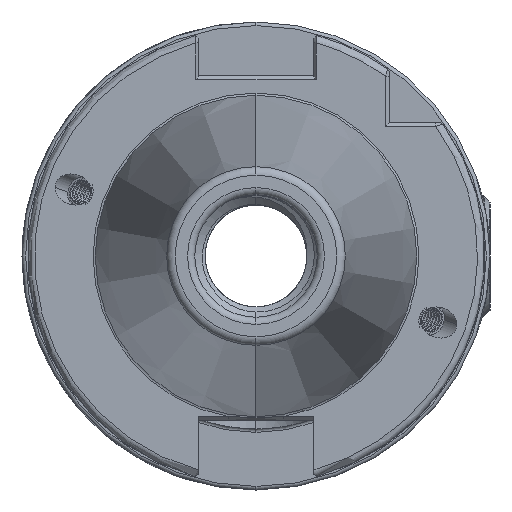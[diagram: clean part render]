
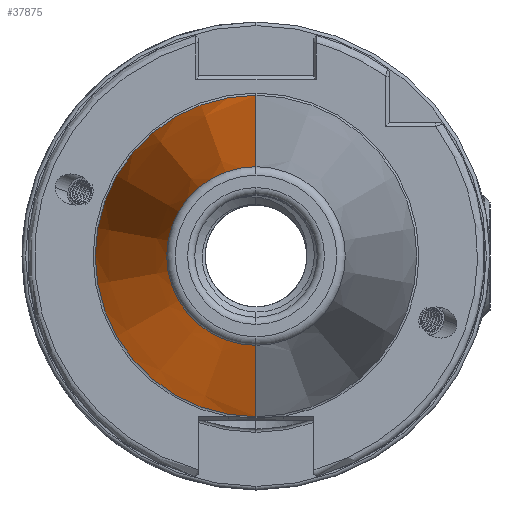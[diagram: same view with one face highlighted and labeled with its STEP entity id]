
A CAD part, left-side view. The second image highlights one B-rep face of the part: STEP entity #37875.
In plain terms, the highlighted conical face has half-angle 8.297 degrees and reference radius 22.692 mm.
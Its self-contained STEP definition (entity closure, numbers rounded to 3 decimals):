
#54 = VERTEX_POINT ( 'NONE', #34075 ) ;
#1298 = VERTEX_POINT ( 'NONE', #6561 ) ;
#3798 = EDGE_CURVE ( 'NONE', #38171, #38226, #16383, .T. ) ;
#4598 = AXIS2_PLACEMENT_3D ( 'NONE', #4971, #4961, #4973 ) ;
#4769 = AXIS2_PLACEMENT_3D ( 'NONE', #19119, #19089, #19108 ) ;
#4797 = AXIS2_PLACEMENT_3D ( 'NONE', #21656, #21679, #21646 ) ;
#4961 = DIRECTION ( 'NONE',  ( 1., 0., 0. ) ) ;
#4971 = CARTESIAN_POINT ( 'NONE',  ( -70.573, 0., 0. ) ) ;
#4973 = DIRECTION ( 'NONE',  ( 0., 0., 1. ) ) ;
#6561 = CARTESIAN_POINT ( 'NONE',  ( -2.5, 0., 22.327 ) ) ;
#12443 = FACE_OUTER_BOUND ( 'NONE', #38299, .T. ) ;
#12515 = CONICAL_SURFACE ( 'NONE', #4797, 22.692, 0.145 ) ;
#13211 = VECTOR ( 'NONE', #16628, 1000. ) ;
#13214 = LINE ( 'NONE', #16670, #13221 ) ;
#13219 = LINE ( 'NONE', #16665, #13211 ) ;
#13221 = VECTOR ( 'NONE', #16713, 1000. ) ;
#13246 = CIRCLE ( 'NONE', #4769, 22.327 ) ;
#16383 = CIRCLE ( 'NONE', #4598, 12.4 ) ;
#16628 = DIRECTION ( 'NONE',  ( 0.99, 0., 0.144 ) ) ;
#16665 = CARTESIAN_POINT ( 'NONE',  ( 0., 0., 22.692 ) ) ;
#16670 = CARTESIAN_POINT ( 'NONE',  ( 0., 0., -22.692 ) ) ;
#16713 = DIRECTION ( 'NONE',  ( 0.99, 0., -0.144 ) ) ;
#19089 = DIRECTION ( 'NONE',  ( 1., 0., 0. ) ) ;
#19108 = DIRECTION ( 'NONE',  ( 0., 0., -1. ) ) ;
#19119 = CARTESIAN_POINT ( 'NONE',  ( -2.5, 0., 0. ) ) ;
#21385 = CARTESIAN_POINT ( 'NONE',  ( -70.573, 0., 12.4 ) ) ;
#21389 = CARTESIAN_POINT ( 'NONE',  ( -70.573, 0., -12.4 ) ) ;
#21646 = DIRECTION ( 'NONE',  ( 0., 0., -1. ) ) ;
#21656 = CARTESIAN_POINT ( 'NONE',  ( 0., 0., 0. ) ) ;
#21679 = DIRECTION ( 'NONE',  ( 1., 0., 0. ) ) ;
#22385 = EDGE_CURVE ( 'NONE', #38226, #1298, #13219, .T. ) ;
#22396 = EDGE_CURVE ( 'NONE', #38171, #54, #13214, .T. ) ;
#22427 = EDGE_CURVE ( 'NONE', #54, #1298, #13246, .T. ) ;
#34075 = CARTESIAN_POINT ( 'NONE',  ( -2.5, 0., -22.327 ) ) ;
#35521 = ORIENTED_EDGE ( 'NONE', *, *, #22427, .F. ) ;
#35529 = ORIENTED_EDGE ( 'NONE', *, *, #22396, .F. ) ;
#35534 = ORIENTED_EDGE ( 'NONE', *, *, #22385, .T. ) ;
#37875 = ADVANCED_FACE ( 'NONE', ( #12443 ), #12515, .T. ) ;
#38171 = VERTEX_POINT ( 'NONE', #21389 ) ;
#38179 = ORIENTED_EDGE ( 'NONE', *, *, #3798, .T. ) ;
#38226 = VERTEX_POINT ( 'NONE', #21385 ) ;
#38299 = EDGE_LOOP ( 'NONE', ( #38179, #35534, #35521, #35529 ) ) ;
